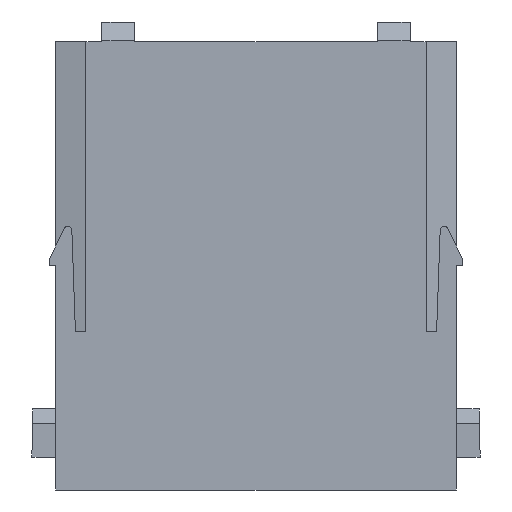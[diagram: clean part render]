
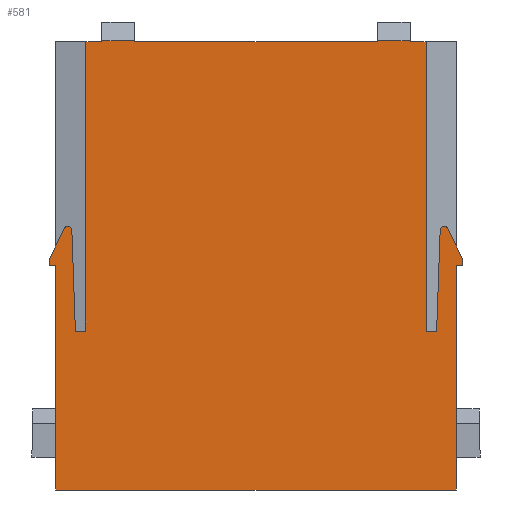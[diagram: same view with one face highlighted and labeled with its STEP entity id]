
A CAD part, front view. The second image highlights one B-rep face of the part: STEP entity #581.
In plain terms, the highlighted planar face has unit normal (0, -1, 0).
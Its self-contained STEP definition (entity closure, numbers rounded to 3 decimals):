
#236=CIRCLE('',#12786,0.3);
#237=CIRCLE('',#12787,0.3);
#238=CIRCLE('',#12788,0.3);
#239=CIRCLE('',#12789,0.3);
#581=ADVANCED_FACE('',(#1751),#1227,.F.);
#1227=PLANE('',#12790);
#1751=FACE_OUTER_BOUND('',#2378,.T.);
#2378=EDGE_LOOP('',(#3098,#3099,#3100,#3101,#3102,#3103,#3104,#3105,#3106,
#3107,#3108,#3109,#3110,#3111,#3112,#3113,#3114,#3115,#3116,#3117,#3118,
#3119,#3120,#3121,#3122,#3123,#3124,#3125,#3126,#3127));
#3098=ORIENTED_EDGE('',*,*,#7978,.F.);
#3099=ORIENTED_EDGE('',*,*,#7986,.F.);
#3100=ORIENTED_EDGE('',*,*,#7987,.F.);
#3101=ORIENTED_EDGE('',*,*,#7988,.F.);
#3102=ORIENTED_EDGE('',*,*,#7989,.T.);
#3103=ORIENTED_EDGE('',*,*,#7990,.T.);
#3104=ORIENTED_EDGE('',*,*,#7991,.T.);
#3105=ORIENTED_EDGE('',*,*,#7992,.F.);
#3106=ORIENTED_EDGE('',*,*,#7993,.T.);
#3107=ORIENTED_EDGE('',*,*,#7994,.F.);
#3108=ORIENTED_EDGE('',*,*,#7995,.T.);
#3109=ORIENTED_EDGE('',*,*,#7996,.F.);
#3110=ORIENTED_EDGE('',*,*,#7997,.T.);
#3111=ORIENTED_EDGE('',*,*,#7998,.T.);
#3112=ORIENTED_EDGE('',*,*,#7999,.T.);
#3113=ORIENTED_EDGE('',*,*,#8000,.F.);
#3114=ORIENTED_EDGE('',*,*,#8001,.T.);
#3115=ORIENTED_EDGE('',*,*,#8002,.T.);
#3116=ORIENTED_EDGE('',*,*,#8003,.T.);
#3117=ORIENTED_EDGE('',*,*,#8004,.T.);
#3118=ORIENTED_EDGE('',*,*,#8005,.T.);
#3119=ORIENTED_EDGE('',*,*,#8006,.T.);
#3120=ORIENTED_EDGE('',*,*,#8007,.F.);
#3121=ORIENTED_EDGE('',*,*,#8008,.T.);
#3122=ORIENTED_EDGE('',*,*,#8009,.F.);
#3123=ORIENTED_EDGE('',*,*,#8010,.T.);
#3124=ORIENTED_EDGE('',*,*,#8011,.T.);
#3125=ORIENTED_EDGE('',*,*,#8012,.F.);
#3126=ORIENTED_EDGE('',*,*,#8013,.F.);
#3127=ORIENTED_EDGE('',*,*,#8014,.F.);
#6738=VERTEX_POINT('',#17132);
#6748=VERTEX_POINT('',#17152);
#6752=VERTEX_POINT('',#17170);
#6753=VERTEX_POINT('',#17172);
#6754=VERTEX_POINT('',#17174);
#6755=VERTEX_POINT('',#17176);
#6756=VERTEX_POINT('',#17178);
#6757=VERTEX_POINT('',#17180);
#6758=VERTEX_POINT('',#17182);
#6759=VERTEX_POINT('',#17184);
#6760=VERTEX_POINT('',#17186);
#6761=VERTEX_POINT('',#17188);
#6762=VERTEX_POINT('',#17190);
#6763=VERTEX_POINT('',#17192);
#6764=VERTEX_POINT('',#17194);
#6765=VERTEX_POINT('',#17196);
#6766=VERTEX_POINT('',#17198);
#6767=VERTEX_POINT('',#17200);
#6768=VERTEX_POINT('',#17202);
#6769=VERTEX_POINT('',#17204);
#6770=VERTEX_POINT('',#17206);
#6771=VERTEX_POINT('',#17208);
#6772=VERTEX_POINT('',#17210);
#6773=VERTEX_POINT('',#17212);
#6774=VERTEX_POINT('',#17214);
#6775=VERTEX_POINT('',#17216);
#6776=VERTEX_POINT('',#17218);
#6777=VERTEX_POINT('',#17220);
#6778=VERTEX_POINT('',#17222);
#6779=VERTEX_POINT('',#17224);
#7978=EDGE_CURVE('',#6748,#6738,#9817,.T.);
#7986=EDGE_CURVE('',#6752,#6748,#9825,.T.);
#7987=EDGE_CURVE('',#6753,#6752,#9826,.T.);
#7988=EDGE_CURVE('',#6754,#6753,#9827,.T.);
#7989=EDGE_CURVE('',#6754,#6755,#236,.T.);
#7990=EDGE_CURVE('',#6755,#6756,#9828,.T.);
#7991=EDGE_CURVE('',#6756,#6757,#237,.T.);
#7992=EDGE_CURVE('',#6758,#6757,#9829,.T.);
#7993=EDGE_CURVE('',#6758,#6759,#9830,.T.);
#7994=EDGE_CURVE('',#6760,#6759,#9831,.T.);
#7995=EDGE_CURVE('',#6760,#6761,#9832,.T.);
#7996=EDGE_CURVE('',#6762,#6761,#9833,.T.);
#7997=EDGE_CURVE('',#6762,#6763,#9834,.T.);
#7998=EDGE_CURVE('',#6763,#6764,#9835,.T.);
#7999=EDGE_CURVE('',#6764,#6765,#9836,.T.);
#8000=EDGE_CURVE('',#6766,#6765,#9837,.T.);
#8001=EDGE_CURVE('',#6766,#6767,#9838,.T.);
#8002=EDGE_CURVE('',#6767,#6768,#9839,.T.);
#8003=EDGE_CURVE('',#6768,#6769,#9840,.T.);
#8004=EDGE_CURVE('',#6769,#6770,#9841,.T.);
#8005=EDGE_CURVE('',#6770,#6771,#9842,.T.);
#8006=EDGE_CURVE('',#6771,#6772,#9843,.T.);
#8007=EDGE_CURVE('',#6773,#6772,#238,.T.);
#8008=EDGE_CURVE('',#6773,#6774,#9844,.T.);
#8009=EDGE_CURVE('',#6775,#6774,#239,.T.);
#8010=EDGE_CURVE('',#6775,#6776,#9845,.T.);
#8011=EDGE_CURVE('',#6776,#6777,#9846,.T.);
#8012=EDGE_CURVE('',#6778,#6777,#9847,.T.);
#8013=EDGE_CURVE('',#6779,#6778,#9848,.T.);
#8014=EDGE_CURVE('',#6738,#6779,#9849,.T.);
#9817=LINE('',#17153,#11308);
#9825=LINE('',#17169,#11316);
#9826=LINE('',#17171,#11317);
#9827=LINE('',#17173,#11318);
#9828=LINE('',#17177,#11319);
#9829=LINE('',#17181,#11320);
#9830=LINE('',#17183,#11321);
#9831=LINE('',#17185,#11322);
#9832=LINE('',#17187,#11323);
#9833=LINE('',#17189,#11324);
#9834=LINE('',#17191,#11325);
#9835=LINE('',#17193,#11326);
#9836=LINE('',#17195,#11327);
#9837=LINE('',#17197,#11328);
#9838=LINE('',#17199,#11329);
#9839=LINE('',#17201,#11330);
#9840=LINE('',#17203,#11331);
#9841=LINE('',#17205,#11332);
#9842=LINE('',#17207,#11333);
#9843=LINE('',#17209,#11334);
#9844=LINE('',#17213,#11335);
#9845=LINE('',#17217,#11336);
#9846=LINE('',#17219,#11337);
#9847=LINE('',#17221,#11338);
#9848=LINE('',#17223,#11339);
#9849=LINE('',#17225,#11340);
#11308=VECTOR('',#13753,1.);
#11316=VECTOR('',#13771,1.);
#11317=VECTOR('',#13772,1.);
#11318=VECTOR('',#13773,1.);
#11319=VECTOR('',#13776,1.);
#11320=VECTOR('',#13779,1.);
#11321=VECTOR('',#13780,1.);
#11322=VECTOR('',#13781,1.);
#11323=VECTOR('',#13782,1.);
#11324=VECTOR('',#13783,1.);
#11325=VECTOR('',#13784,1.);
#11326=VECTOR('',#13785,1.);
#11327=VECTOR('',#13786,1.);
#11328=VECTOR('',#13787,1.);
#11329=VECTOR('',#13788,1.);
#11330=VECTOR('',#13789,1.);
#11331=VECTOR('',#13790,1.);
#11332=VECTOR('',#13791,1.);
#11333=VECTOR('',#13792,1.);
#11334=VECTOR('',#13793,1.);
#11335=VECTOR('',#13796,1.);
#11336=VECTOR('',#13799,1.);
#11337=VECTOR('',#13800,1.);
#11338=VECTOR('',#13801,1.);
#11339=VECTOR('',#13802,1.);
#11340=VECTOR('',#13803,1.);
#12786=AXIS2_PLACEMENT_3D('',#17175,#13774,#13775);
#12787=AXIS2_PLACEMENT_3D('',#17179,#13777,#13778);
#12788=AXIS2_PLACEMENT_3D('',#17211,#13794,#13795);
#12789=AXIS2_PLACEMENT_3D('',#17215,#13797,#13798);
#12790=AXIS2_PLACEMENT_3D('',#17226,#13804,#13805);
#13753=DIRECTION('',(0.,0.,-1.));
#13771=DIRECTION('',(-1.,0.,0.));
#13772=DIRECTION('',(0.,0.,-1.));
#13773=DIRECTION('',(0.439,0.,-0.899));
#13774=DIRECTION('',(0.,-1.,0.));
#13775=DIRECTION('',(0.899,0.,0.439));
#13776=DIRECTION('',(-1.,0.,0.));
#13777=DIRECTION('',(0.,-1.,0.));
#13778=DIRECTION('',(0.,0.,1.));
#13779=DIRECTION('',(0.035,0.,0.999));
#13780=DIRECTION('',(-1.,0.,0.));
#13781=DIRECTION('',(0.,0.,-1.));
#13782=DIRECTION('',(-1.,0.,0.));
#13783=DIRECTION('',(0.,0.,-1.));
#13784=DIRECTION('',(-1.,0.,0.));
#13785=DIRECTION('',(0.,0.,-1.));
#13786=DIRECTION('',(-1.,0.,0.));
#13787=DIRECTION('',(0.,0.,-1.));
#13788=DIRECTION('',(-1.,0.,0.));
#13789=DIRECTION('',(0.,0.,-1.));
#13790=DIRECTION('',(-1.,0.,0.));
#13791=DIRECTION('',(0.,0.,-1.));
#13792=DIRECTION('',(-1.,0.,0.));
#13793=DIRECTION('',(-0.035,0.,0.999));
#13794=DIRECTION('',(0.,1.,0.));
#13795=DIRECTION('',(0.,0.,1.));
#13796=DIRECTION('',(-1.,0.,0.));
#13797=DIRECTION('',(0.,1.,0.));
#13798=DIRECTION('',(-0.899,0.,0.439));
#13799=DIRECTION('',(-0.439,0.,-0.899));
#13800=DIRECTION('',(0.,0.,-1.));
#13801=DIRECTION('',(-1.,0.,0.));
#13802=DIRECTION('',(0.,0.,1.));
#13803=DIRECTION('',(-1.,0.,0.));
#13804=DIRECTION('',(0.,1.,0.));
#13805=DIRECTION('',(-1.,0.,0.));
#17132=CARTESIAN_POINT('',(15.2,-7.3,-36.1));
#17152=CARTESIAN_POINT('',(15.2,-7.3,-19.1));
#17153=CARTESIAN_POINT('',(15.2,-7.3,-19.1));
#17169=CARTESIAN_POINT('',(15.7,-7.3,-19.1));
#17170=CARTESIAN_POINT('',(15.7,-7.3,-19.1));
#17171=CARTESIAN_POINT('',(15.7,-7.3,-18.6));
#17172=CARTESIAN_POINT('',(15.7,-7.3,-18.6));
#17173=CARTESIAN_POINT('',(14.562,-7.3,-16.268));
#17174=CARTESIAN_POINT('',(14.562,-7.3,-16.268));
#17175=CARTESIAN_POINT('',(14.292,-7.3,-16.4));
#17176=CARTESIAN_POINT('',(14.292,-7.3,-16.1));
#17177=CARTESIAN_POINT('',(14.292,-7.3,-16.1));
#17178=CARTESIAN_POINT('',(14.269,-7.3,-16.1));
#17179=CARTESIAN_POINT('',(14.269,-7.3,-16.4));
#17180=CARTESIAN_POINT('',(13.969,-7.3,-16.39));
#17181=CARTESIAN_POINT('',(13.7,-7.3,-24.1));
#17182=CARTESIAN_POINT('',(13.7,-7.3,-24.1));
#17183=CARTESIAN_POINT('',(13.7,-7.3,-24.1));
#17184=CARTESIAN_POINT('',(12.9,-7.3,-24.1));
#17185=CARTESIAN_POINT('',(12.9,-7.3,-2.1));
#17186=CARTESIAN_POINT('',(12.9,-7.3,-2.1));
#17187=CARTESIAN_POINT('',(12.9,-7.3,-2.1));
#17188=CARTESIAN_POINT('',(11.7,-7.3,-2.1));
#17189=CARTESIAN_POINT('',(11.7,-7.3,-2.04));
#17190=CARTESIAN_POINT('',(11.7,-7.3,-2.04));
#17191=CARTESIAN_POINT('',(11.7,-7.3,-2.04));
#17192=CARTESIAN_POINT('',(9.2,-7.3,-2.04));
#17193=CARTESIAN_POINT('',(9.2,-7.3,-2.04));
#17194=CARTESIAN_POINT('',(9.2,-7.3,-2.1));
#17195=CARTESIAN_POINT('',(9.2,-7.3,-2.1));
#17196=CARTESIAN_POINT('',(-9.2,-7.3,-2.1));
#17197=CARTESIAN_POINT('',(-9.2,-7.3,-2.04));
#17198=CARTESIAN_POINT('',(-9.2,-7.3,-2.04));
#17199=CARTESIAN_POINT('',(-9.2,-7.3,-2.04));
#17200=CARTESIAN_POINT('',(-11.7,-7.3,-2.04));
#17201=CARTESIAN_POINT('',(-11.7,-7.3,-2.04));
#17202=CARTESIAN_POINT('',(-11.7,-7.3,-2.1));
#17203=CARTESIAN_POINT('',(-11.7,-7.3,-2.1));
#17204=CARTESIAN_POINT('',(-12.9,-7.3,-2.1));
#17205=CARTESIAN_POINT('',(-12.9,-7.3,-2.1));
#17206=CARTESIAN_POINT('',(-12.9,-7.3,-24.1));
#17207=CARTESIAN_POINT('',(-12.9,-7.3,-24.1));
#17208=CARTESIAN_POINT('',(-13.7,-7.3,-24.1));
#17209=CARTESIAN_POINT('',(-13.7,-7.3,-24.1));
#17210=CARTESIAN_POINT('',(-13.969,-7.3,-16.39));
#17211=CARTESIAN_POINT('',(-14.269,-7.3,-16.4));
#17212=CARTESIAN_POINT('',(-14.269,-7.3,-16.1));
#17213=CARTESIAN_POINT('',(-14.269,-7.3,-16.1));
#17214=CARTESIAN_POINT('',(-14.292,-7.3,-16.1));
#17215=CARTESIAN_POINT('',(-14.292,-7.3,-16.4));
#17216=CARTESIAN_POINT('',(-14.562,-7.3,-16.268));
#17217=CARTESIAN_POINT('',(-14.562,-7.3,-16.268));
#17218=CARTESIAN_POINT('',(-15.7,-7.3,-18.6));
#17219=CARTESIAN_POINT('',(-15.7,-7.3,-18.6));
#17220=CARTESIAN_POINT('',(-15.7,-7.3,-19.1));
#17221=CARTESIAN_POINT('',(-15.2,-7.3,-19.1));
#17222=CARTESIAN_POINT('',(-15.2,-7.3,-19.1));
#17223=CARTESIAN_POINT('',(-15.2,-7.3,-36.1));
#17224=CARTESIAN_POINT('',(-15.2,-7.3,-36.1));
#17225=CARTESIAN_POINT('',(15.2,-7.3,-36.1));
#17226=CARTESIAN_POINT('',(-17.412,-7.3,-32.1));
